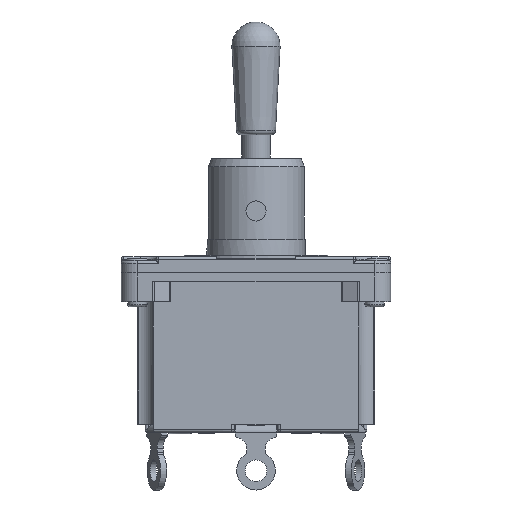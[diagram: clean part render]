
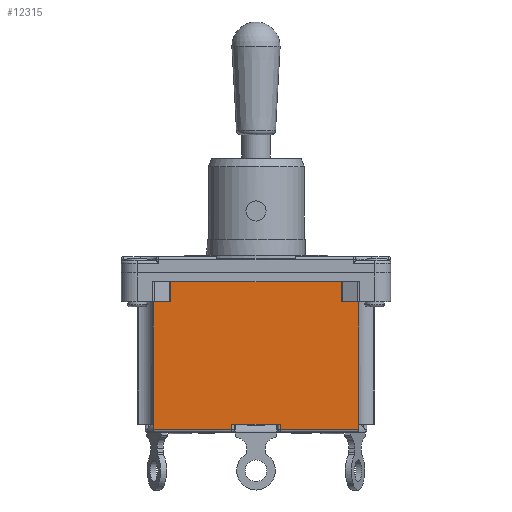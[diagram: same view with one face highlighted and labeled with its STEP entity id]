
A CAD part, front view. The second image highlights one B-rep face of the part: STEP entity #12315.
In plain terms, the highlighted planar face has unit normal (0, -1, 0).
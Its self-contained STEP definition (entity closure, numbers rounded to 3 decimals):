
#911=LINE('',#19329,#1786);
#965=LINE('',#19504,#1840);
#991=LINE('',#19688,#1866);
#1011=LINE('',#19806,#1886);
#1016=LINE('',#19820,#1891);
#1032=LINE('',#19860,#1907);
#1073=LINE('',#19968,#1948);
#1077=LINE('',#19975,#1952);
#1084=LINE('',#20045,#1959);
#1085=LINE('',#20047,#1960);
#1086=LINE('',#20049,#1961);
#1087=LINE('',#20050,#1962);
#1786=VECTOR('',#15702,10.);
#1840=VECTOR('',#15860,10.);
#1866=VECTOR('',#16064,10.);
#1886=VECTOR('',#16200,10.);
#1891=VECTOR('',#16215,10.);
#1907=VECTOR('',#16257,10.);
#1948=VECTOR('',#16380,10.);
#1952=VECTOR('',#16390,10.);
#1959=VECTOR('',#16401,10.);
#1960=VECTOR('',#16402,10.);
#1961=VECTOR('',#16403,10.);
#1962=VECTOR('',#16404,10.);
#2974=FACE_OUTER_BOUND('',#3770,.T.);
#3770=EDGE_LOOP('',(#9792,#9793,#9794,#9795,#9796,#9797,#9798,#9799,#9800,
#9801,#9802,#9803));
#5388=VERTEX_POINT('',#19326);
#5389=VERTEX_POINT('',#19328);
#5457=VERTEX_POINT('',#19501);
#5458=VERTEX_POINT('',#19503);
#5523=VERTEX_POINT('',#19677);
#5526=VERTEX_POINT('',#19684);
#5546=VERTEX_POINT('',#19740);
#5565=VERTEX_POINT('',#19792);
#5571=VERTEX_POINT('',#19818);
#5582=VERTEX_POINT('',#19859);
#5626=VERTEX_POINT('',#20046);
#5627=VERTEX_POINT('',#20048);
#6791=EDGE_CURVE('',#5389,#5388,#911,.T.);
#6880=EDGE_CURVE('',#5458,#5457,#965,.T.);
#6968=EDGE_CURVE('',#5523,#5526,#991,.T.);
#7026=EDGE_CURVE('',#5546,#5565,#1011,.T.);
#7033=EDGE_CURVE('',#5571,#5546,#1016,.T.);
#7054=EDGE_CURVE('',#5582,#5523,#1032,.T.);
#7113=EDGE_CURVE('',#5565,#5457,#1073,.T.);
#7117=EDGE_CURVE('',#5526,#5571,#1077,.T.);
#7135=EDGE_CURVE('',#5582,#5389,#1084,.T.);
#7136=EDGE_CURVE('',#5626,#5388,#1085,.T.);
#7137=EDGE_CURVE('',#5627,#5626,#1086,.T.);
#7138=EDGE_CURVE('',#5458,#5627,#1087,.T.);
#9792=ORIENTED_EDGE('',*,*,#7026,.F.);
#9793=ORIENTED_EDGE('',*,*,#7033,.F.);
#9794=ORIENTED_EDGE('',*,*,#7117,.F.);
#9795=ORIENTED_EDGE('',*,*,#6968,.F.);
#9796=ORIENTED_EDGE('',*,*,#7054,.F.);
#9797=ORIENTED_EDGE('',*,*,#7135,.T.);
#9798=ORIENTED_EDGE('',*,*,#6791,.T.);
#9799=ORIENTED_EDGE('',*,*,#7136,.F.);
#9800=ORIENTED_EDGE('',*,*,#7137,.F.);
#9801=ORIENTED_EDGE('',*,*,#7138,.F.);
#9802=ORIENTED_EDGE('',*,*,#6880,.T.);
#9803=ORIENTED_EDGE('',*,*,#7113,.F.);
#11834=PLANE('',#13605);
#12315=ADVANCED_FACE('',(#2974),#11834,.F.);
#13605=AXIS2_PLACEMENT_3D('',#20044,#16399,#16400);
#15702=DIRECTION('',(-1.,0.,0.));
#15860=DIRECTION('',(-1.,0.,0.));
#16064=DIRECTION('',(0.,0.,1.));
#16200=DIRECTION('',(-1.,0.,0.));
#16215=DIRECTION('',(0.,0.,-1.));
#16257=DIRECTION('',(-1.,0.,0.));
#16380=DIRECTION('',(0.,0.,1.));
#16390=DIRECTION('',(-1.,0.,0.));
#16399=DIRECTION('center_axis',(0.,1.,0.));
#16400=DIRECTION('ref_axis',(0.,0.,1.));
#16401=DIRECTION('',(0.,0.,1.));
#16402=DIRECTION('',(0.,0.,-1.));
#16403=DIRECTION('',(1.,0.,0.));
#16404=DIRECTION('',(0.,0.,1.));
#19326=CARTESIAN_POINT('',(10.675,-10.3,-3.6));
#19328=CARTESIAN_POINT('',(12.75,-10.3,-3.6));
#19329=CARTESIAN_POINT('',(1.045,-10.3,-3.6));
#19501=CARTESIAN_POINT('',(-12.75,-10.3,-3.6));
#19503=CARTESIAN_POINT('',(-10.675,-10.3,-3.6));
#19504=CARTESIAN_POINT('',(-6.375,-10.3,-3.6));
#19677=CARTESIAN_POINT('',(3.,-10.3,-19.5));
#19684=CARTESIAN_POINT('',(3.,-10.3,-18.8));
#19688=CARTESIAN_POINT('',(3.,-10.3,-19.8));
#19740=CARTESIAN_POINT('',(-3.,-10.3,-19.5));
#19792=CARTESIAN_POINT('',(-12.75,-10.3,-19.5));
#19806=CARTESIAN_POINT('',(-6.375,-10.3,-19.5));
#19818=CARTESIAN_POINT('',(-3.,-10.3,-18.8));
#19820=CARTESIAN_POINT('',(-3.,-10.3,-19.8));
#19859=CARTESIAN_POINT('',(12.75,-10.3,-19.5));
#19860=CARTESIAN_POINT('',(-6.375,-10.3,-19.5));
#19968=CARTESIAN_POINT('',(-12.75,-10.3,-19.8));
#19975=CARTESIAN_POINT('',(-6.375,-10.3,-18.8));
#20044=CARTESIAN_POINT('Origin',(-12.75,-10.3,-19.8));
#20045=CARTESIAN_POINT('',(12.75,-10.3,-19.8));
#20046=CARTESIAN_POINT('',(10.675,-10.3,-1.1));
#20047=CARTESIAN_POINT('',(10.675,-10.3,-10.45));
#20048=CARTESIAN_POINT('',(-10.675,-10.3,-1.1));
#20049=CARTESIAN_POINT('',(-12.75,-10.3,-1.1));
#20050=CARTESIAN_POINT('',(-10.675,-10.3,-10.45));
